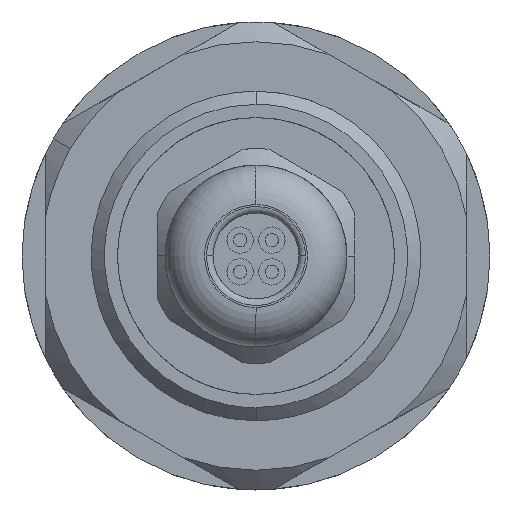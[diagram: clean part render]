
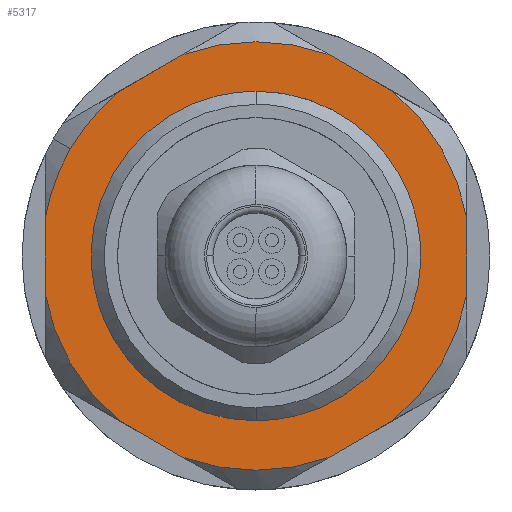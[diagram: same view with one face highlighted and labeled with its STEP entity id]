
A CAD part, front view. The second image highlights one B-rep face of the part: STEP entity #5317.
In plain terms, the highlighted face is planar.
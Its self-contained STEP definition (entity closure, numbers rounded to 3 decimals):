
#104 = DIRECTION ( 'NONE',  ( -1., 0., 0. ) ) ;
#127 = CARTESIAN_POINT ( 'NONE',  ( 16.25, 6., 0. ) ) ;
#236 = VERTEX_POINT ( 'NONE', #3735 ) ;
#377 = VECTOR ( 'NONE', #921, 1000. ) ;
#402 = ORIENTED_EDGE ( 'NONE', *, *, #4474, .T. ) ;
#481 = CIRCLE ( 'NONE', #5974, 11.75 ) ;
#482 = DIRECTION ( 'NONE',  ( 0., 1., 0. ) ) ;
#596 = AXIS2_PLACEMENT_3D ( 'NONE', #4703, #1005, #2072 ) ;
#600 = VECTOR ( 'NONE', #6758, 1000. ) ;
#609 = CARTESIAN_POINT ( 'NONE',  ( 12.437, 6., 10.459 ) ) ;
#644 = ORIENTED_EDGE ( 'NONE', *, *, #3748, .F. ) ;
#729 = VERTEX_POINT ( 'NONE', #2164 ) ;
#734 = CARTESIAN_POINT ( 'NONE',  ( -2.839, 6., 16. ) ) ;
#921 = DIRECTION ( 'NONE',  ( -0.5, 0., 0.866 ) ) ;
#936 = DIRECTION ( 'NONE',  ( -1., 0., 0. ) ) ;
#994 = EDGE_CURVE ( 'NONE', #5352, #729, #3907, .T. ) ;
#1005 = DIRECTION ( 'NONE',  ( 0., 1., 0. ) ) ;
#1038 = CIRCLE ( 'NONE', #2844, 16.25 ) ;
#1043 = CARTESIAN_POINT ( 'NONE',  ( 0., 6., 0. ) ) ;
#1061 = VERTEX_POINT ( 'NONE', #3476 ) ;
#1090 = EDGE_CURVE ( 'NONE', #2342, #6659, #6362, .T. ) ;
#1140 = ORIENTED_EDGE ( 'NONE', *, *, #6549, .F. ) ;
#1159 = DIRECTION ( 'NONE',  ( 0., 1., 0. ) ) ;
#1269 = CARTESIAN_POINT ( 'NONE',  ( 0., 6., 0. ) ) ;
#1332 = ORIENTED_EDGE ( 'NONE', *, *, #5040, .T. ) ;
#1494 = CARTESIAN_POINT ( 'NONE',  ( -10.014, 6., 14.656 ) ) ;
#1609 = AXIS2_PLACEMENT_3D ( 'NONE', #6375, #5815, #3167 ) ;
#1630 = LINE ( 'NONE', #1494, #4097 ) ;
#1662 = DIRECTION ( 'NONE',  ( -1., 0., 0. ) ) ;
#1663 = DIRECTION ( 'NONE',  ( -1., 0., 0. ) ) ;
#1752 = VERTEX_POINT ( 'NONE', #4425 ) ;
#1832 = ORIENTED_EDGE ( 'NONE', *, *, #3900, .F. ) ;
#1960 = DIRECTION ( 'NONE',  ( 0., 1., 0. ) ) ;
#2006 = VERTEX_POINT ( 'NONE', #6410 ) ;
#2037 = CARTESIAN_POINT ( 'NONE',  ( 0., 6., 0. ) ) ;
#2050 = LINE ( 'NONE', #6357, #4862 ) ;
#2057 = CARTESIAN_POINT ( 'NONE',  ( 2.839, 6., 16. ) ) ;
#2072 = DIRECTION ( 'NONE',  ( -1., 0., 0. ) ) ;
#2084 = VERTEX_POINT ( 'NONE', #609 ) ;
#2157 = DIRECTION ( 'NONE',  ( 0., 1., 0. ) ) ;
#2164 = CARTESIAN_POINT ( 'NONE',  ( 15.276, 6., -5.541 ) ) ;
#2176 = VERTEX_POINT ( 'NONE', #6056 ) ;
#2327 = CARTESIAN_POINT ( 'NONE',  ( -7.685, 6., -16. ) ) ;
#2342 = VERTEX_POINT ( 'NONE', #2057 ) ;
#2374 = ORIENTED_EDGE ( 'NONE', *, *, #1090, .F. ) ;
#2386 = VERTEX_POINT ( 'NONE', #5089 ) ;
#2402 = AXIS2_PLACEMENT_3D ( 'NONE', #3287, #5403, #104 ) ;
#2412 = CARTESIAN_POINT ( 'NONE',  ( -12.437, 6., 10.459 ) ) ;
#2519 = CIRCLE ( 'NONE', #596, 16.25 ) ;
#2611 = ORIENTED_EDGE ( 'NONE', *, *, #4112, .F. ) ;
#2713 = FACE_OUTER_BOUND ( 'NONE', #4897, .T. ) ;
#2714 = ORIENTED_EDGE ( 'NONE', *, *, #4155, .T. ) ;
#2767 = EDGE_CURVE ( 'NONE', #2006, #2176, #4274, .T. ) ;
#2844 = AXIS2_PLACEMENT_3D ( 'NONE', #2037, #4031, #936 ) ;
#2856 = DIRECTION ( 'NONE',  ( -1., 0., 0. ) ) ;
#2869 = VECTOR ( 'NONE', #5267, 1000. ) ;
#3091 = CIRCLE ( 'NONE', #2402, 16.25 ) ;
#3092 = ORIENTED_EDGE ( 'NONE', *, *, #994, .T. ) ;
#3110 = VERTEX_POINT ( 'NONE', #3894 ) ;
#3167 = DIRECTION ( 'NONE',  ( -1., 0., 0. ) ) ;
#3205 = AXIS2_PLACEMENT_3D ( 'NONE', #4443, #5019, #2856 ) ;
#3215 = EDGE_CURVE ( 'NONE', #3715, #6659, #1038, .T. ) ;
#3287 = CARTESIAN_POINT ( 'NONE',  ( 0., 6., 0. ) ) ;
#3300 = ORIENTED_EDGE ( 'NONE', *, *, #4207, .F. ) ;
#3325 = DIRECTION ( 'NONE',  ( 0., 0., 1. ) ) ;
#3326 = EDGE_CURVE ( 'NONE', #236, #1752, #3771, .T. ) ;
#3390 = CARTESIAN_POINT ( 'NONE',  ( 10.014, 6., -14.656 ) ) ;
#3476 = CARTESIAN_POINT ( 'NONE',  ( -2.839, 6., -16. ) ) ;
#3555 = CIRCLE ( 'NONE', #3205, 16.25 ) ;
#3622 = LINE ( 'NONE', #5731, #377 ) ;
#3715 = VERTEX_POINT ( 'NONE', #2412 ) ;
#3735 = CARTESIAN_POINT ( 'NONE',  ( 12.437, 6., -10.459 ) ) ;
#3748 = EDGE_CURVE ( 'NONE', #3110, #5449, #481, .T. ) ;
#3771 = CIRCLE ( 'NONE', #1609, 16.25 ) ;
#3805 = DIRECTION ( 'NONE',  ( -0.5, 0., -0.866 ) ) ;
#3831 = LINE ( 'NONE', #2327, #4651 ) ;
#3879 = CIRCLE ( 'NONE', #5297, 11.75 ) ;
#3894 = CARTESIAN_POINT ( 'NONE',  ( 0., 6., -11.75 ) ) ;
#3900 = EDGE_CURVE ( 'NONE', #3715, #2176, #1630, .T. ) ;
#3907 = CIRCLE ( 'NONE', #6913, 16.25 ) ;
#4031 = DIRECTION ( 'NONE',  ( 0., 1., 0. ) ) ;
#4097 = VECTOR ( 'NONE', #3805, 1000. ) ;
#4111 = DIRECTION ( 'NONE',  ( 0., 0., 1. ) ) ;
#4112 = EDGE_CURVE ( 'NONE', #5449, #3110, #3879, .T. ) ;
#4118 = EDGE_CURVE ( 'NONE', #1061, #1752, #3831, .T. ) ;
#4155 = EDGE_CURVE ( 'NONE', #2342, #2084, #3091, .T. ) ;
#4207 = EDGE_CURVE ( 'NONE', #2006, #4251, #2050, .T. ) ;
#4251 = VERTEX_POINT ( 'NONE', #4744 ) ;
#4274 = CIRCLE ( 'NONE', #4499, 16.25 ) ;
#4425 = CARTESIAN_POINT ( 'NONE',  ( 2.839, 6., -16. ) ) ;
#4436 = LINE ( 'NONE', #3390, #2869 ) ;
#4443 = CARTESIAN_POINT ( 'NONE',  ( 0., 6., 0. ) ) ;
#4474 = EDGE_CURVE ( 'NONE', #2386, #5352, #2519, .T. ) ;
#4499 = AXIS2_PLACEMENT_3D ( 'NONE', #1043, #482, #4810 ) ;
#4629 = CARTESIAN_POINT ( 'NONE',  ( 0., 6., 0. ) ) ;
#4651 = VECTOR ( 'NONE', #6575, 1000. ) ;
#4653 = CARTESIAN_POINT ( 'NONE',  ( 7.685, 6., 16. ) ) ;
#4703 = CARTESIAN_POINT ( 'NONE',  ( 0., 6., 0. ) ) ;
#4744 = CARTESIAN_POINT ( 'NONE',  ( -12.437, 6., -10.459 ) ) ;
#4810 = DIRECTION ( 'NONE',  ( -1., 0., 0. ) ) ;
#4830 = EDGE_CURVE ( 'NONE', #2386, #2084, #3622, .T. ) ;
#4862 = VECTOR ( 'NONE', #6925, 1000. ) ;
#4897 = EDGE_LOOP ( 'NONE', ( #6914, #402, #3092, #1140, #6373, #5386, #1332, #3300, #5737, #1832, #6822, #2374, #2714 ) ) ;
#5019 = DIRECTION ( 'NONE',  ( 0., 1., 0. ) ) ;
#5040 = EDGE_CURVE ( 'NONE', #1061, #4251, #3555, .T. ) ;
#5089 = CARTESIAN_POINT ( 'NONE',  ( 15.276, 6., 5.541 ) ) ;
#5267 = DIRECTION ( 'NONE',  ( 0.5, 0., 0.866 ) ) ;
#5289 = CARTESIAN_POINT ( 'NONE',  ( 17.75, 6., 0. ) ) ;
#5297 = AXIS2_PLACEMENT_3D ( 'NONE', #1269, #1159, #3325 ) ;
#5317 = ADVANCED_FACE ( 'NONE', ( #6358, #2713 ), #6828, .T. ) ;
#5352 = VERTEX_POINT ( 'NONE', #127 ) ;
#5386 = ORIENTED_EDGE ( 'NONE', *, *, #4118, .F. ) ;
#5403 = DIRECTION ( 'NONE',  ( 0., 1., 0. ) ) ;
#5409 = CARTESIAN_POINT ( 'NONE',  ( 0., 6., 0. ) ) ;
#5449 = VERTEX_POINT ( 'NONE', #6459 ) ;
#5731 = CARTESIAN_POINT ( 'NONE',  ( 17.699, 6., 1.344 ) ) ;
#5737 = ORIENTED_EDGE ( 'NONE', *, *, #2767, .T. ) ;
#5815 = DIRECTION ( 'NONE',  ( 0., 1., 0. ) ) ;
#5861 = DIRECTION ( 'NONE',  ( 0., 1., 0. ) ) ;
#5952 = EDGE_LOOP ( 'NONE', ( #2611, #644 ) ) ;
#5974 = AXIS2_PLACEMENT_3D ( 'NONE', #4629, #1960, #4111 ) ;
#6056 = CARTESIAN_POINT ( 'NONE',  ( -15.276, 6., 5.541 ) ) ;
#6333 = AXIS2_PLACEMENT_3D ( 'NONE', #5289, #5861, #1663 ) ;
#6357 = CARTESIAN_POINT ( 'NONE',  ( -17.699, 6., -1.344 ) ) ;
#6358 = FACE_BOUND ( 'NONE', #5952, .T. ) ;
#6362 = LINE ( 'NONE', #4653, #600 ) ;
#6373 = ORIENTED_EDGE ( 'NONE', *, *, #3326, .T. ) ;
#6375 = CARTESIAN_POINT ( 'NONE',  ( 0., 6., 0. ) ) ;
#6410 = CARTESIAN_POINT ( 'NONE',  ( -15.276, 6., -5.541 ) ) ;
#6459 = CARTESIAN_POINT ( 'NONE',  ( 0., 6., 11.75 ) ) ;
#6549 = EDGE_CURVE ( 'NONE', #236, #729, #4436, .T. ) ;
#6575 = DIRECTION ( 'NONE',  ( 1., 0., 0. ) ) ;
#6659 = VERTEX_POINT ( 'NONE', #734 ) ;
#6758 = DIRECTION ( 'NONE',  ( -1., 0., 0. ) ) ;
#6822 = ORIENTED_EDGE ( 'NONE', *, *, #3215, .T. ) ;
#6828 = PLANE ( 'NONE',  #6333 ) ;
#6913 = AXIS2_PLACEMENT_3D ( 'NONE', #5409, #2157, #1662 ) ;
#6914 = ORIENTED_EDGE ( 'NONE', *, *, #4830, .F. ) ;
#6925 = DIRECTION ( 'NONE',  ( 0.5, 0., -0.866 ) ) ;
